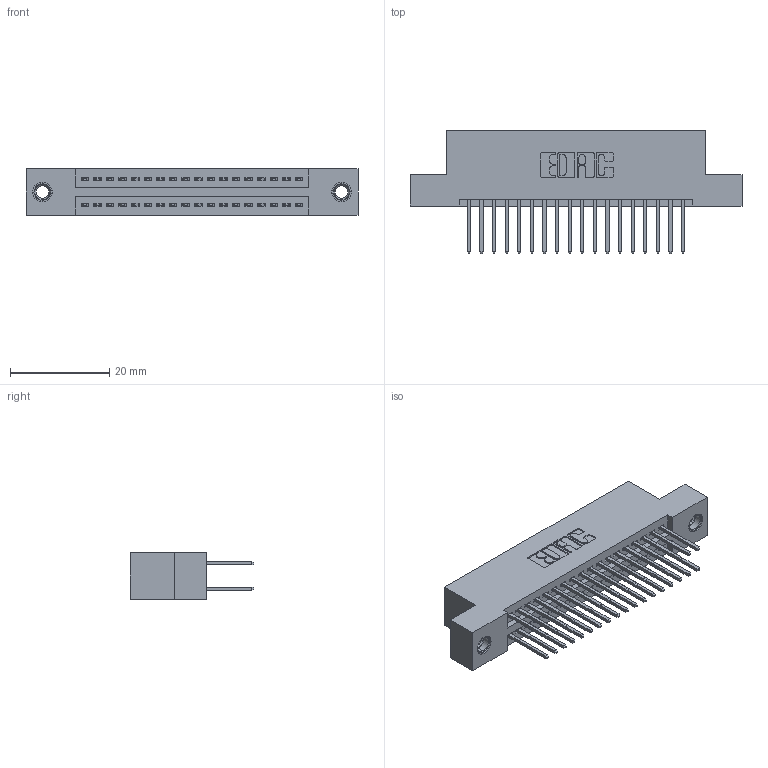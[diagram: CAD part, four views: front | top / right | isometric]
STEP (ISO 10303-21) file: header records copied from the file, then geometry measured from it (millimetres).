
FILE_DESCRIPTION (( 'STEP AP203' ), '1' );
FILE_NAME ('345-036-523-207.STEP', '2018-08-29T10:02:23', ( '' ), ( '' ), 'SwSTEP 2.0', 'SolidWorks 2016', '' );
FILE_SCHEMA (( 'CONFIG_CONTROL_DESIGN' ));
Length unit declared in the file: inch
Products named in the file (4): 345-292-001_345-293-123; 345-250-001_345-250-005-103; 345-036-523-207; 345 Part_Flush Mounting Lugs - 0.156 Dia-TI
Assembly tree (39 placements, depth 2):
  345-036-523-207
    345 Part_Flush Mounting Lugs - 0.156 Dia-TI
    345-292-001_345-293-123  x36
    345-250-001_345-250-005-103  x2
Bounding box: 66.93 x 24.82 x 9.4 mm (x, y, z)
Volume: 6339.1 mm3; surface area: 9264.2 mm2
Topology: 39 solids, 39 shells, 1986 faces, 5841 edges, 3838 vertices
Faces by surface type: plane 1300, cylinder 670, cone 12, torus 4
Entity records: 18558 total; most frequent: CARTESIAN_POINT 3115, ORIENTED_EDGE 3042, DIRECTION 2803, EDGE_CURVE 1521, VECTOR 1297, LINE 1297, VERTEX_POINT 1008, AXIS2_PLACEMENT_3D 753
